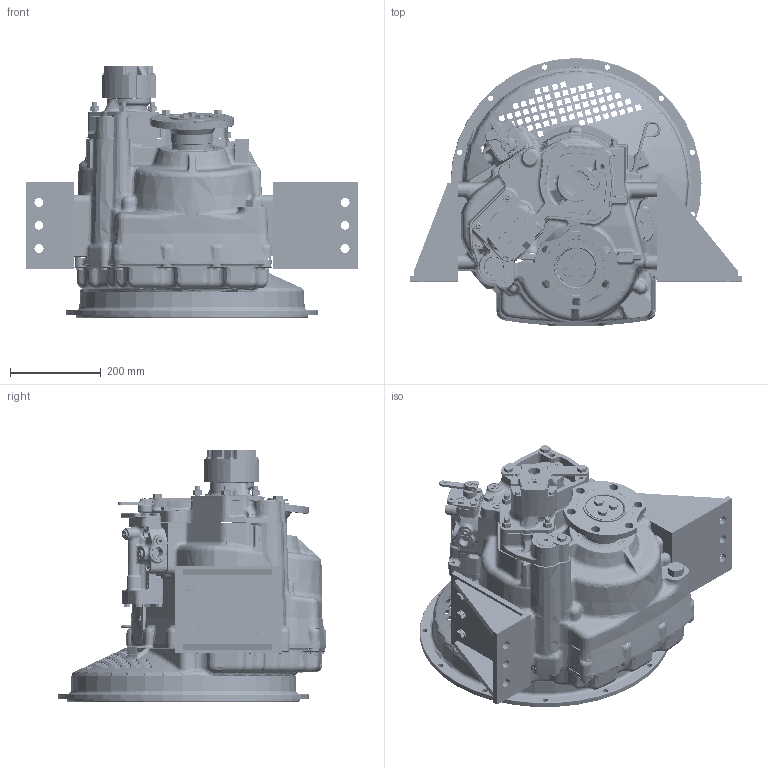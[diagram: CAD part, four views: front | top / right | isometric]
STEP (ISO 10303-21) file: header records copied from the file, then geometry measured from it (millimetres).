
FILE_DESCRIPTION (( 'STEP AP214' ), '1' );
FILE_NAME ('PX13290A.STEP', '2014-05-05T20:03:49', ( 'Windows User' ), ( '' ), 'SwSTEP 2.0', 'SolidWorks 2010', '' );
FILE_SCHEMA (( 'AUTOMOTIVE_DESIGN' ));
Length unit declared in the file: millimetre
Products named in the file (1): PX13290A
Bounding box: 730.25 x 589.91 x 553.65 mm (x, y, z)
Surface area: 2316754.5 mm2 (no closed solid volume)
Topology: 0 solids, 231 shells, 4159 faces, 15445 edges, 11007 vertices
Faces by surface type: plane 1326, bspline 1001, cylinder 830, torus 469, cone 418, sphere 115
Entity records: 276922 total; most frequent: CARTESIAN_POINT 113662, ORIENTED_EDGE 23873, DIRECTION 21706, EDGE_CURVE 15294, VERTEX_POINT 11000, AXIS2_PLACEMENT_3D 8486, CIRCLE 5327, EDGE_LOOP 4953
